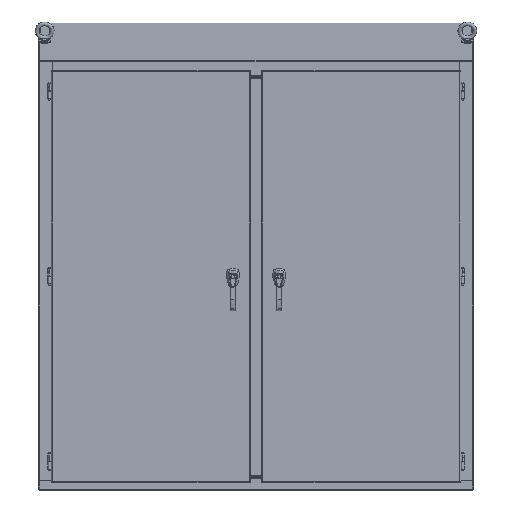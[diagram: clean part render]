
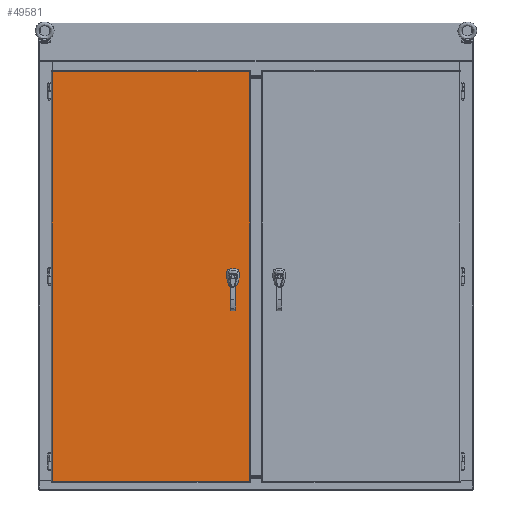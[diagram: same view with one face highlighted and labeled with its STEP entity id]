
A CAD part, front view. The second image highlights one B-rep face of the part: STEP entity #49581.
In plain terms, the highlighted planar face has unit normal (0, -1, 0).
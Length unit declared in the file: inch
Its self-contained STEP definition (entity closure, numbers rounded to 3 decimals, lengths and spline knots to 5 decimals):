
#1730 = DIRECTION ( 'NONE',  ( 0., 0., -1. ) ) ;
#1800 = CARTESIAN_POINT ( 'NONE',  ( -3.9915, -19.3755, -3.45148 ) ) ;
#2146 = DIRECTION ( 'NONE',  ( 0., -1., 0. ) ) ;
#2520 = ORIENTED_EDGE ( 'NONE', *, *, #72591, .F. ) ;
#3212 = ORIENTED_EDGE ( 'NONE', *, *, #47614, .F. ) ;
#3535 = AXIS2_PLACEMENT_3D ( 'NONE', #68668, #37134, #62429 ) ;
#3551 = CARTESIAN_POINT ( 'NONE',  ( -35.1905, -19.3755, 31.92652 ) ) ;
#4040 = VERTEX_POINT ( 'NONE', #36015 ) ;
#4041 = EDGE_CURVE ( 'NONE', #27989, #69253, #54281, .T. ) ;
#5429 = LINE ( 'NONE', #61473, #18451 ) ;
#5969 = PLANE ( 'NONE',  #3535 ) ;
#6598 = CARTESIAN_POINT ( 'NONE',  ( -18.156, -19.3755, -38.82948 ) ) ;
#8362 = VERTEX_POINT ( 'NONE', #25570 ) ;
#8608 = CARTESIAN_POINT ( 'NONE',  ( -3.79193, -19.3755, -3.05598 ) ) ;
#8936 = CARTESIAN_POINT ( 'NONE',  ( -35.1905, -19.3755, -38.82948 ) ) ;
#9705 = ORIENTED_EDGE ( 'NONE', *, *, #57289, .F. ) ;
#11609 = CIRCLE ( 'NONE', #38104, 0.443 ) ;
#11673 = DIRECTION ( 'NONE',  ( 1., 0., 0. ) ) ;
#11721 = VECTOR ( 'NONE', #18870, 39.37008 ) ;
#11828 = CARTESIAN_POINT ( 'NONE',  ( -35.1905, -19.3755, -3.45148 ) ) ;
#13169 = ORIENTED_EDGE ( 'NONE', *, *, #23520, .F. ) ;
#13781 = CIRCLE ( 'NONE', #60139, 0.443 ) ;
#17254 = ORIENTED_EDGE ( 'NONE', *, *, #4041, .F. ) ;
#18037 = FACE_BOUND ( 'NONE', #52802, .T. ) ;
#18105 = AXIS2_PLACEMENT_3D ( 'NONE', #75197, #42869, #68154 ) ;
#18451 = VECTOR ( 'NONE', #11673, 39.37008 ) ;
#18860 = ORIENTED_EDGE ( 'NONE', *, *, #21549, .F. ) ;
#18870 = DIRECTION ( 'NONE',  ( 0., 0., 1. ) ) ;
#19008 = DIRECTION ( 'NONE',  ( 0., 0., -1. ) ) ;
#19146 = CARTESIAN_POINT ( 'NONE',  ( -4.387, -19.3755, -3.25191 ) ) ;
#19483 = EDGE_LOOP ( 'NONE', ( #18860, #2520, #76021, #9705 ) ) ;
#19776 = VECTOR ( 'NONE', #30498, 39.37008 ) ;
#20262 = DIRECTION ( 'NONE',  ( 0., 0., -1. ) ) ;
#21549 = EDGE_CURVE ( 'NONE', #61188, #62891, #5429, .T. ) ;
#22468 = CIRCLE ( 'NONE', #39737, 0.443 ) ;
#23157 = DIRECTION ( 'NONE',  ( 1., 0., 0. ) ) ;
#23520 = EDGE_CURVE ( 'NONE', #24918, #36448, #13781, .T. ) ;
#24087 = ORIENTED_EDGE ( 'NONE', *, *, #73057, .F. ) ;
#24695 = LINE ( 'NONE', #11828, #19776 ) ;
#24749 = CIRCLE ( 'NONE', #18105, 0.167 ) ;
#24918 = VERTEX_POINT ( 'NONE', #68118 ) ;
#25570 = CARTESIAN_POINT ( 'NONE',  ( -1.1215, -19.3755, -38.82948 ) ) ;
#25858 = LINE ( 'NONE', #56979, #49014 ) ;
#26477 = AXIS2_PLACEMENT_3D ( 'NONE', #61264, #55044, #38015 ) ;
#26600 = CARTESIAN_POINT ( 'NONE',  ( -3.9915, -19.3755, -3.45148 ) ) ;
#26991 = DIRECTION ( 'NONE',  ( 0., 0., -1. ) ) ;
#27989 = VERTEX_POINT ( 'NONE', #56571 ) ;
#30447 = CIRCLE ( 'NONE', #26477, 0.443 ) ;
#30498 = DIRECTION ( 'NONE',  ( 0., 0., 1. ) ) ;
#30873 = VECTOR ( 'NONE', #45645, 39.37008 ) ;
#32675 = LINE ( 'NONE', #75852, #45655 ) ;
#33720 = ORIENTED_EDGE ( 'NONE', *, *, #66885, .F. ) ;
#36015 = CARTESIAN_POINT ( 'NONE',  ( -4.19107, -19.3755, -3.05598 ) ) ;
#36448 = VERTEX_POINT ( 'NONE', #8608 ) ;
#37134 = DIRECTION ( 'NONE',  ( 0., 1., 0. ) ) ;
#38015 = DIRECTION ( 'NONE',  ( 0., 0., -1. ) ) ;
#38104 = AXIS2_PLACEMENT_3D ( 'NONE', #26600, #52738, #26991 ) ;
#39139 = EDGE_CURVE ( 'NONE', #69253, #72420, #22468, .T. ) ;
#39737 = AXIS2_PLACEMENT_3D ( 'NONE', #1800, #78565, #64881 ) ;
#40724 = VERTEX_POINT ( 'NONE', #19146 ) ;
#42285 = ORIENTED_EDGE ( 'NONE', *, *, #71348, .F. ) ;
#42869 = DIRECTION ( 'NONE',  ( 0., -1., 0. ) ) ;
#43382 = FACE_BOUND ( 'NONE', #44056, .T. ) ;
#44056 = EDGE_LOOP ( 'NONE', ( #46708, #33720, #68174, #24087, #13169, #42285, #52864, #17254 ) ) ;
#44205 = LINE ( 'NONE', #50431, #11721 ) ;
#45645 = DIRECTION ( 'NONE',  ( -1., 0., 0. ) ) ;
#45655 = VECTOR ( 'NONE', #19008, 39.37008 ) ;
#46708 = ORIENTED_EDGE ( 'NONE', *, *, #70370, .F. ) ;
#47032 = VERTEX_POINT ( 'NONE', #8936 ) ;
#47614 = EDGE_CURVE ( 'NONE', #48713, #48713, #24749, .T. ) ;
#48713 = VERTEX_POINT ( 'NONE', #54089 ) ;
#49014 = VECTOR ( 'NONE', #50795, 39.37008 ) ;
#49581 = ADVANCED_FACE ( 'NONE', ( #74888, #18037, #43382 ), #5969, .F. ) ;
#50431 = CARTESIAN_POINT ( 'NONE',  ( -3.596, -19.3755, -3.45148 ) ) ;
#50795 = DIRECTION ( 'NONE',  ( -1., 0., 0. ) ) ;
#52576 = CARTESIAN_POINT ( 'NONE',  ( -4.387, -19.3755, -3.65105 ) ) ;
#52738 = DIRECTION ( 'NONE',  ( 0., -1., 0. ) ) ;
#52802 = EDGE_LOOP ( 'NONE', ( #3212 ) ) ;
#52864 = ORIENTED_EDGE ( 'NONE', *, *, #39139, .F. ) ;
#54089 = CARTESIAN_POINT ( 'NONE',  ( -3.9915, -19.3755, -4.95648 ) ) ;
#54281 = LINE ( 'NONE', #73359, #76811 ) ;
#55044 = DIRECTION ( 'NONE',  ( 0., -1., 0. ) ) ;
#55811 = EDGE_CURVE ( 'NONE', #4040, #40724, #30447, .T. ) ;
#56349 = CARTESIAN_POINT ( 'NONE',  ( -3.79193, -19.3755, -3.84698 ) ) ;
#56571 = CARTESIAN_POINT ( 'NONE',  ( -4.19107, -19.3755, -3.84698 ) ) ;
#56979 = CARTESIAN_POINT ( 'NONE',  ( -18.156, -19.3755, -3.05598 ) ) ;
#57289 = EDGE_CURVE ( 'NONE', #62891, #8362, #70081, .T. ) ;
#57634 = LINE ( 'NONE', #6598, #30873 ) ;
#58980 = CARTESIAN_POINT ( 'NONE',  ( -3.9915, -19.3755, -3.45148 ) ) ;
#60139 = AXIS2_PLACEMENT_3D ( 'NONE', #58980, #2146, #1730 ) ;
#61188 = VERTEX_POINT ( 'NONE', #3551 ) ;
#61264 = CARTESIAN_POINT ( 'NONE',  ( -3.9915, -19.3755, -3.45148 ) ) ;
#61473 = CARTESIAN_POINT ( 'NONE',  ( -18.156, -19.3755, 31.92652 ) ) ;
#62429 = DIRECTION ( 'NONE',  ( 0., 0., 1. ) ) ;
#62891 = VERTEX_POINT ( 'NONE', #66136 ) ;
#64881 = DIRECTION ( 'NONE',  ( 0., 0., -1. ) ) ;
#65389 = EDGE_CURVE ( 'NONE', #8362, #47032, #57634, .T. ) ;
#65859 = VERTEX_POINT ( 'NONE', #52576 ) ;
#66136 = CARTESIAN_POINT ( 'NONE',  ( -1.1215, -19.3755, 31.92652 ) ) ;
#66407 = VECTOR ( 'NONE', #20262, 39.37008 ) ;
#66885 = EDGE_CURVE ( 'NONE', #40724, #65859, #32675, .T. ) ;
#68118 = CARTESIAN_POINT ( 'NONE',  ( -3.596, -19.3755, -3.25191 ) ) ;
#68154 = DIRECTION ( 'NONE',  ( 0., 0., -1. ) ) ;
#68174 = ORIENTED_EDGE ( 'NONE', *, *, #55811, .F. ) ;
#68668 = CARTESIAN_POINT ( 'NONE',  ( -18.156, -19.3755, -3.45148 ) ) ;
#69253 = VERTEX_POINT ( 'NONE', #56349 ) ;
#70081 = LINE ( 'NONE', #77112, #66407 ) ;
#70370 = EDGE_CURVE ( 'NONE', #65859, #27989, #11609, .T. ) ;
#71348 = EDGE_CURVE ( 'NONE', #72420, #24918, #44205, .T. ) ;
#72420 = VERTEX_POINT ( 'NONE', #73670 ) ;
#72591 = EDGE_CURVE ( 'NONE', #47032, #61188, #24695, .T. ) ;
#73057 = EDGE_CURVE ( 'NONE', #36448, #4040, #25858, .T. ) ;
#73359 = CARTESIAN_POINT ( 'NONE',  ( -18.156, -19.3755, -3.84698 ) ) ;
#73670 = CARTESIAN_POINT ( 'NONE',  ( -3.596, -19.3755, -3.65105 ) ) ;
#74888 = FACE_OUTER_BOUND ( 'NONE', #19483, .T. ) ;
#75197 = CARTESIAN_POINT ( 'NONE',  ( -3.9915, -19.3755, -4.78948 ) ) ;
#75852 = CARTESIAN_POINT ( 'NONE',  ( -4.387, -19.3755, -3.45148 ) ) ;
#76021 = ORIENTED_EDGE ( 'NONE', *, *, #65389, .F. ) ;
#76811 = VECTOR ( 'NONE', #23157, 39.37008 ) ;
#77112 = CARTESIAN_POINT ( 'NONE',  ( -1.1215, -19.3755, -3.45148 ) ) ;
#78565 = DIRECTION ( 'NONE',  ( 0., -1., 0. ) ) ;
